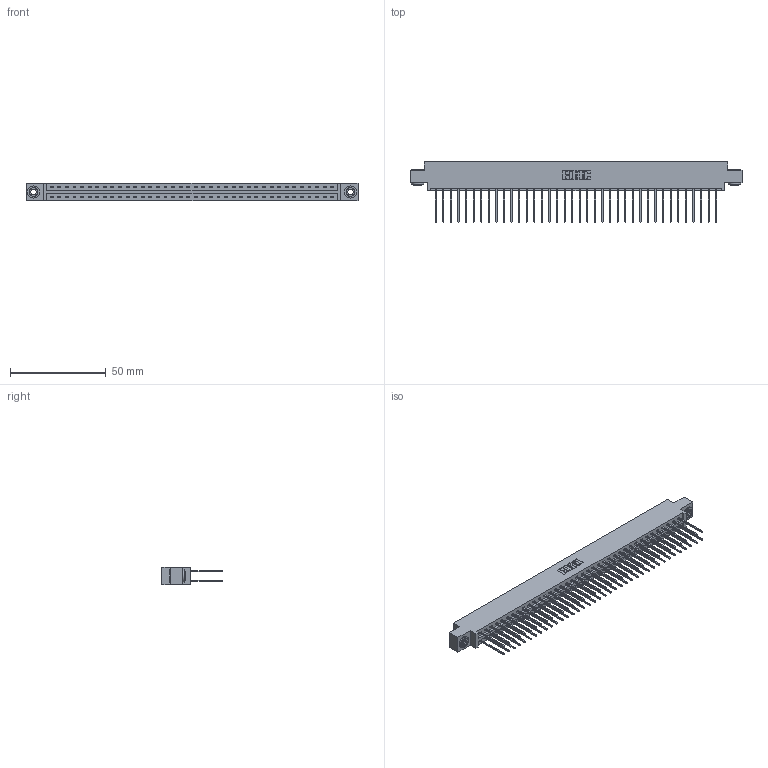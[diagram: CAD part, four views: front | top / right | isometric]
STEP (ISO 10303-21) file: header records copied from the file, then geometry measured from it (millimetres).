
FILE_DESCRIPTION (( 'STEP AP203' ), '1' );
FILE_NAME ('387-076-542-803.STEP', '2019-10-22T03:57:34', ( '' ), ( '' ), 'SwSTEP 2.0', 'SolidWorks 2016', '' );
FILE_SCHEMA (( 'CONFIG_CONTROL_DESIGN' ));
Length unit declared in the file: inch
Products named in the file (4): 337 Part_0.170 Offset - 0.156 Dia-TH; 345-250-002_345-250-002-102; 387-076-542-803; 345-292-001_345-293-142
Assembly tree (79 placements, depth 2):
  387-076-542-803
    337 Part_0.170 Offset - 0.156 Dia-TH
    345-292-001_345-293-142  x76
    345-250-002_345-250-002-102  x2
Bounding box: 173.58 x 31.63 x 9.4 mm (x, y, z)
Volume: 18496.5 mm3; surface area: 22970 mm2
Topology: 79 solids, 79 shells, 4260 faces, 12635 edges, 8318 vertices
Faces by surface type: plane 2972, cylinder 1280, cone 8
Entity records: 30780 total; most frequent: CARTESIAN_POINT 5165, ORIENTED_EDGE 5094, DIRECTION 4433, EDGE_CURVE 2547, LINE 2395, VECTOR 2395, VERTEX_POINT 1694, AXIS2_PLACEMENT_3D 1019
